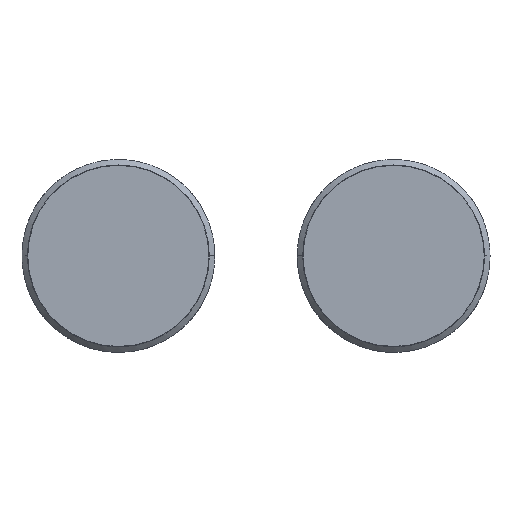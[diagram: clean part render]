
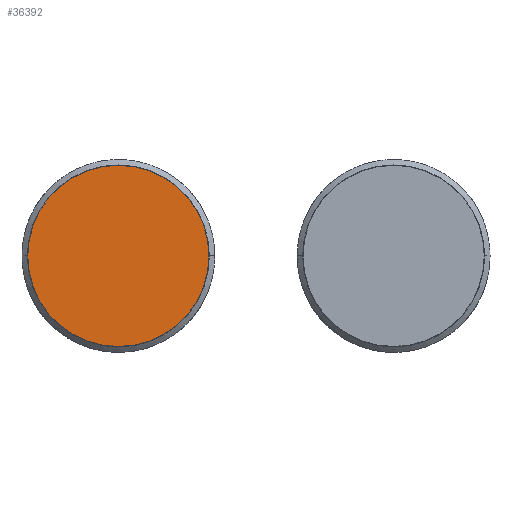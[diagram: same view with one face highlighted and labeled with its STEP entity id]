
A CAD part, top view. The second image highlights one B-rep face of the part: STEP entity #36392.
In plain terms, the highlighted planar face has unit normal (0, 0, 1).
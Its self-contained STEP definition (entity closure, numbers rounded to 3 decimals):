
#2561 = DIRECTION ( 'NONE',  ( 1., 0., 0. ) ) ;
#4218 = CARTESIAN_POINT ( 'NONE',  ( -32.917, 0., 29.65 ) ) ;
#5509 = PLANE ( 'NONE',  #19919 ) ;
#5908 = DIRECTION ( 'NONE',  ( 0., 0., 1. ) ) ;
#6728 = CARTESIAN_POINT ( 'NONE',  ( 32.917, 0., 29.65 ) ) ;
#7988 = DIRECTION ( 'NONE',  ( 0., 0., 1. ) ) ;
#9093 = VERTEX_POINT ( 'NONE', #6728 ) ;
#11516 = ORIENTED_EDGE ( 'NONE', *, *, #28017, .T. ) ;
#12420 = AXIS2_PLACEMENT_3D ( 'NONE', #33009, #5908, #17979 ) ;
#12758 = VERTEX_POINT ( 'NONE', #4218 ) ;
#16966 = AXIS2_PLACEMENT_3D ( 'NONE', #35087, #7988, #20042 ) ;
#17574 = CARTESIAN_POINT ( 'NONE',  ( 0., 0., 29.65 ) ) ;
#17979 = DIRECTION ( 'NONE',  ( 1., 0., 0. ) ) ;
#19919 = AXIS2_PLACEMENT_3D ( 'NONE', #17574, #29646, #2561 ) ;
#20042 = DIRECTION ( 'NONE',  ( 1., 0., 0. ) ) ;
#21983 = EDGE_CURVE ( 'NONE', #9093, #12758, #34031, .T. ) ;
#23804 = ORIENTED_EDGE ( 'NONE', *, *, #21983, .T. ) ;
#24981 = EDGE_LOOP ( 'NONE', ( #23804, #11516 ) ) ;
#28017 = EDGE_CURVE ( 'NONE', #12758, #9093, #29485, .T. ) ;
#29485 = CIRCLE ( 'NONE', #12420, 32.917 ) ;
#29646 = DIRECTION ( 'NONE',  ( 0., 0., 1. ) ) ;
#32621 = FACE_OUTER_BOUND ( 'NONE', #24981, .T. ) ;
#33009 = CARTESIAN_POINT ( 'NONE',  ( 0., 0., 29.65 ) ) ;
#34031 = CIRCLE ( 'NONE', #16966, 32.917 ) ;
#35087 = CARTESIAN_POINT ( 'NONE',  ( 0., 0., 29.65 ) ) ;
#36392 = ADVANCED_FACE ( 'NONE', ( #32621 ), #5509, .T. ) ;
